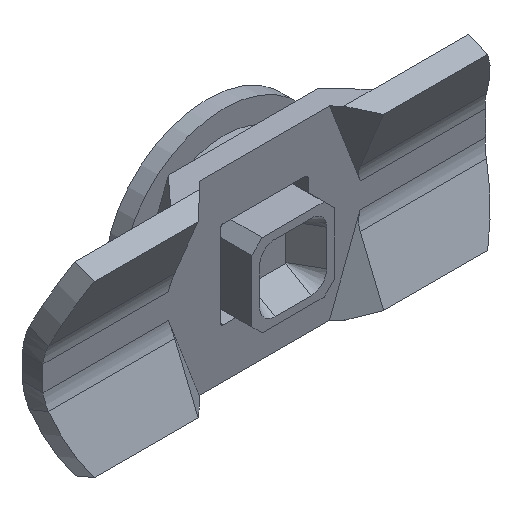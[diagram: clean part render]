
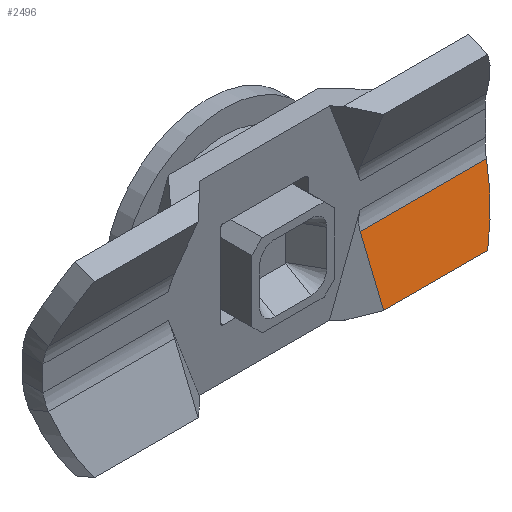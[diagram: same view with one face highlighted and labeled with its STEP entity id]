
A CAD part, isometric view. The second image highlights one B-rep face of the part: STEP entity #2496.
In plain terms, the highlighted planar face has unit normal (0, -0.924, 0.383).
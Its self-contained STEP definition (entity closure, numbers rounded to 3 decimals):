
#391 = CARTESIAN_POINT ( 'NONE',  ( 21.24, -0.304, -2.735 ) ) ;
#564 = CARTESIAN_POINT ( 'NONE',  ( 9., 0.671, -0.379 ) ) ;
#673 = CARTESIAN_POINT ( 'NONE',  ( 9., -2.581, -8.232 ) ) ;
#726 = VECTOR ( 'NONE', #2537, 1000. ) ;
#727 = DIRECTION ( 'NONE',  ( 0., 0.383, 0.924 ) ) ;
#1026 = CARTESIAN_POINT ( 'NONE',  ( 9., -2.581, -8.232 ) ) ;
#1037 = AXIS2_PLACEMENT_3D ( 'NONE', #2472, #2955, #1449 ) ;
#1084 = VERTEX_POINT ( 'NONE', #673 ) ;
#1128 = EDGE_CURVE ( 'NONE', #1868, #1667, #3160, .T. ) ;
#1173 = ORIENTED_EDGE ( 'NONE', *, *, #2011, .F. ) ;
#1357 = EDGE_CURVE ( 'NONE', #1975, #1084, #3026, .T. ) ;
#1449 = DIRECTION ( 'NONE',  ( 0., -0.383, -0.924 ) ) ;
#1539 = CIRCLE ( 'NONE', #1608, 18. ) ;
#1608 = AXIS2_PLACEMENT_3D ( 'NONE', #2225, #2478, #727 ) ;
#1667 = VERTEX_POINT ( 'NONE', #391 ) ;
#1758 = VECTOR ( 'NONE', #2090, 1000. ) ;
#1868 = VERTEX_POINT ( 'NONE', #2017 ) ;
#1874 = ORIENTED_EDGE ( 'NONE', *, *, #1357, .F. ) ;
#1975 = VERTEX_POINT ( 'NONE', #3063 ) ;
#2011 = EDGE_CURVE ( 'NONE', #1084, #1868, #2727, .T. ) ;
#2017 = CARTESIAN_POINT ( 'NONE',  ( 9., -0.304, -2.735 ) ) ;
#2090 = DIRECTION ( 'NONE',  ( 0., 0.383, 0.924 ) ) ;
#2217 = EDGE_CURVE ( 'NONE', #1667, #1975, #1539, .T. ) ;
#2225 = CARTESIAN_POINT ( 'NONE',  ( 3.5, 0.863, 0.083 ) ) ;
#2401 = VECTOR ( 'NONE', #2656, 1000. ) ;
#2410 = EDGE_LOOP ( 'NONE', ( #2623, #2596, #1173, #1874 ) ) ;
#2472 = CARTESIAN_POINT ( 'NONE',  ( 3.95, -0.649, -3.567 ) ) ;
#2478 = DIRECTION ( 'NONE',  ( 0., 0.924, -0.383 ) ) ;
#2496 = ADVANCED_FACE ( 'NONE', ( #2913 ), #2712, .T. ) ;
#2537 = DIRECTION ( 'NONE',  ( -1., 0., 0. ) ) ;
#2596 = ORIENTED_EDGE ( 'NONE', *, *, #1128, .F. ) ;
#2623 = ORIENTED_EDGE ( 'NONE', *, *, #2217, .F. ) ;
#2656 = DIRECTION ( 'NONE',  ( 1., 0., 0. ) ) ;
#2712 = PLANE ( 'NONE',  #1037 ) ;
#2727 = LINE ( 'NONE', #564, #1758 ) ;
#2907 = CARTESIAN_POINT ( 'NONE',  ( 3.95, -0.304, -2.735 ) ) ;
#2913 = FACE_OUTER_BOUND ( 'NONE', #2410, .T. ) ;
#2955 = DIRECTION ( 'NONE',  ( 0., -0.924, 0.383 ) ) ;
#3026 = LINE ( 'NONE', #1026, #726 ) ;
#3063 = CARTESIAN_POINT ( 'NONE',  ( 19.088, -2.581, -8.232 ) ) ;
#3160 = LINE ( 'NONE', #2907, #2401 ) ;
